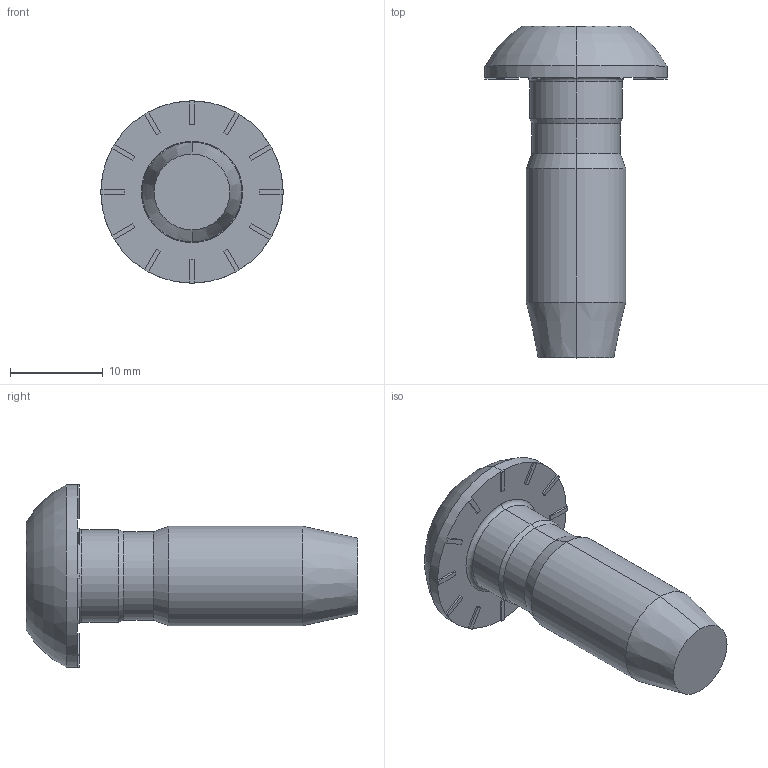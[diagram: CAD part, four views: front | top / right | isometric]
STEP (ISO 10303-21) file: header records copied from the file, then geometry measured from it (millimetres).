
FILE_DESCRIPTION (( 'STEP AP203' ), '1' );
FILE_NAME ('161110.step', '2022-01-27T15:37:57', ( '' ), ( '' ), 'SwSTEP 2.0', 'SolidWorks 2021', '' );
FILE_SCHEMA (( 'CONFIG_CONTROL_DESIGN' ));
Length unit declared in the file: millimetre
Products named in the file (1): 161110
Bounding box: 19.6 x 35.7 x 19.6 mm (x, y, z)
Volume: 3558.3 mm3; surface area: 1828.6 mm2
Topology: 1 solids, 1 shells, 100 faces, 272 edges, 176 vertices
Faces by surface type: plane 52, cylinder 34, cone 10, torus 4
Entity records: 3537 total; most frequent: CARTESIAN_POINT 965, ORIENTED_EDGE 544, DIRECTION 502, EDGE_CURVE 272, AXIS2_PLACEMENT_3D 181, VERTEX_POINT 176, VECTOR 140, LINE 140
